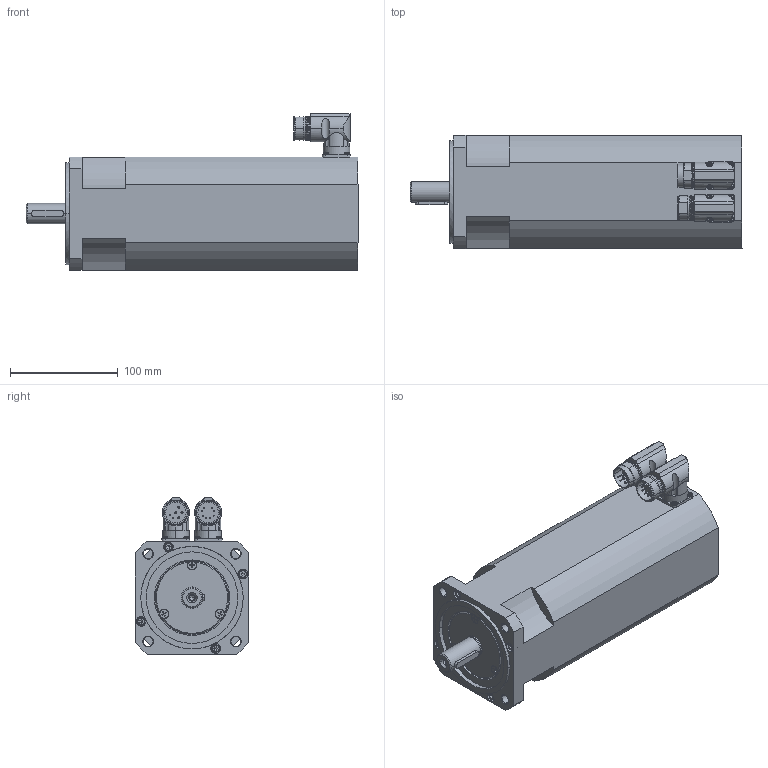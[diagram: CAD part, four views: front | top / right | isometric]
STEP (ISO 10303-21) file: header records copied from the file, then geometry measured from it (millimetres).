
FILE_DESCRIPTION((''),'2;1');
FILE_NAME('ACM2n0650-BR.stp','2005-05-23T14:49:03',(''),(''),'Mechanical Desktop 2005','Mechanical Desktop 2005',', , ');
FILE_SCHEMA(('AUTOMOTIVE_DESIGN { 1 2 10303 214 0 1 1 1 }'));
Length unit declared in the file: millimetre
Products named in the file (2): ACM2N0650-BR; CARCASA
Assembly tree (1 placements, depth 2):
  ACM2N0650-BR
    CARCASA
Bounding box: 308 x 105 x 145.22 mm (x, y, z)
Volume: 2702018.8 mm3; surface area: 146127.7 mm2
Topology: 1 solids, 9 shells, 1155 faces, 2809 edges, 1679 vertices
Faces by surface type: plane 407, cylinder 310, cone 242, torus 152, sphere 32, bspline 12
Entity records: 35259 total; most frequent: CARTESIAN_POINT 7980, DIRECTION 6176, ORIENTED_EDGE 5510, EDGE_CURVE 2755, AXIS2_PLACEMENT_3D 2521, VERTEX_POINT 1679, CIRCLE 1376, EDGE_LOOP 1240
